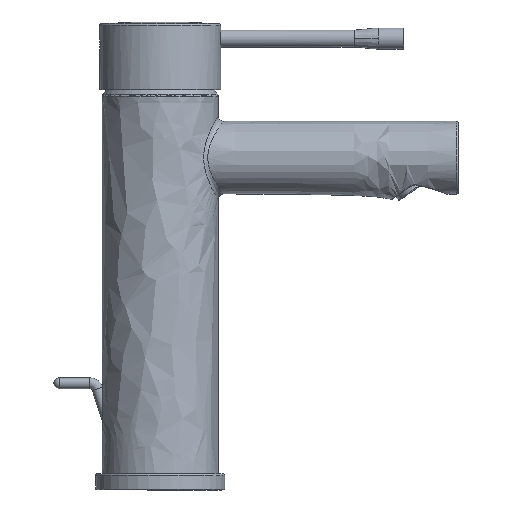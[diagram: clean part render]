
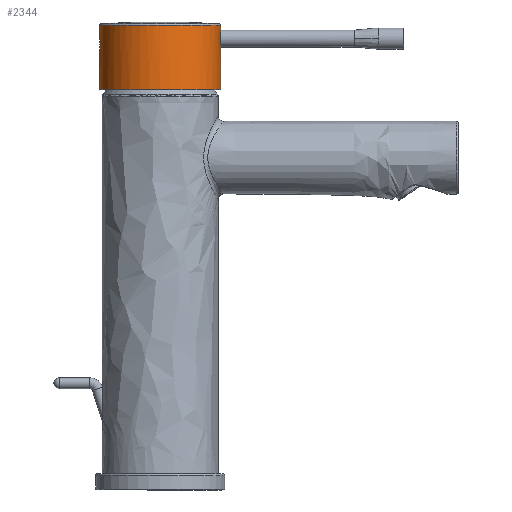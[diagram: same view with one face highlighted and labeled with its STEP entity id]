
A CAD part, front view. The second image highlights one B-rep face of the part: STEP entity #2344.
In plain terms, the highlighted cylindrical face has radius 22.5 mm (diameter 45 mm), a full revolution.
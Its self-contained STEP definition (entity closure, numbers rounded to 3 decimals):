
#18=(
BOUNDED_CURVE()
B_SPLINE_CURVE(3,(#6922,#6923,#6924,#6925,#6926,#6927,#6928),
 .UNSPECIFIED.,.F.,.F.)
B_SPLINE_CURVE_WITH_KNOTS((4,3,4),(0.,0.,
0.002),.PIECEWISE_BEZIER_KNOTS.)
CURVE()
GEOMETRIC_REPRESENTATION_ITEM()
RATIONAL_B_SPLINE_CURVE((1.,1.,1.,1.,0.999,0.999,
1.))
REPRESENTATION_ITEM('')
);
#19=(
BOUNDED_CURVE()
B_SPLINE_CURVE(3,(#6931,#6932,#6933,#6934,#6935,#6936,#6937,#6938,#6939,
#6940,#6941,#6942,#6943,#6944,#6945,#6946),.UNSPECIFIED.,.F.,.F.)
B_SPLINE_CURVE_WITH_KNOTS((4,3,3,3,3,4),(-0.068,-0.051,
-0.034,-0.026,-0.017,0.),
 .PIECEWISE_BEZIER_KNOTS.)
CURVE()
GEOMETRIC_REPRESENTATION_ITEM()
RATIONAL_B_SPLINE_CURVE((1.,0.953,0.953,1.,0.953,
0.953,1.,0.988,0.988,1.,0.988,
0.988,1.,0.953,0.953,1.))
REPRESENTATION_ITEM('')
);
#20=(
BOUNDED_CURVE()
B_SPLINE_CURVE(3,(#6948,#6949,#6950,#6951),.UNSPECIFIED.,.F.,.F.)
B_SPLINE_CURVE_WITH_KNOTS((4,4),(-0.07,-0.068),
 .PIECEWISE_BEZIER_KNOTS.)
CURVE()
GEOMETRIC_REPRESENTATION_ITEM()
RATIONAL_B_SPLINE_CURVE((0.982,0.987,0.993,
1.))
REPRESENTATION_ITEM('')
);
#21=(
BOUNDED_CURVE()
B_SPLINE_CURVE(3,(#6953,#6954,#6955,#6956,#6957,#6958,#6959,#6960,#6961,
#6962,#6963,#6964,#6965,#6966,#6967,#6968,#6969,#6970,#6971,#6972,#6973,
#6974),.UNSPECIFIED.,.F.,.F.)
B_SPLINE_CURVE_WITH_KNOTS((4,3,3,3,3,3,3,4),(-0.138,-0.121,
-0.103,-0.094,-0.09,-0.088,
-0.086,-0.07),.PIECEWISE_BEZIER_KNOTS.)
CURVE()
GEOMETRIC_REPRESENTATION_ITEM()
RATIONAL_B_SPLINE_CURVE((1.,0.949,0.949,1.,0.949,
0.949,1.,0.987,0.987,1.,0.997,
0.997,1.,0.999,0.999,1.,0.999,
0.999,1.,0.956,0.95,0.982))
REPRESENTATION_ITEM('')
);
#281=B_SPLINE_CURVE_WITH_KNOTS('',3,(#6764,#6765,#6766,#6767,#6768,#6769,
#6770,#6771,#6772,#6773,#6774),.UNSPECIFIED.,.T.,.F.,(1,1,1,1,1,1,1,1,1,
1,1,1,1,1,1),(-0.008,-0.006,-0.003,
0.,0.003,0.006,0.008,
0.011,0.014,0.017,0.02,
0.022,0.025,0.028,0.031),
 .UNSPECIFIED.);
#284=B_SPLINE_CURVE_WITH_KNOTS('',3,(#6975,#6976,#6977,#6978,#6979,#6980,
#6981,#6982,#6983,#6984,#6985),.UNSPECIFIED.,.T.,.F.,(1,1,1,1,1,1,1,1,1,
1,1,1,1,1,1),(-0.008,-0.005,-0.003,
0.,0.003,0.005,0.008,
0.01,0.013,0.015,0.018,
0.02,0.023,0.025,0.028),
 .UNSPECIFIED.);
#923=ORIENTED_EDGE('',*,*,#1339,.T.);
#924=ORIENTED_EDGE('',*,*,#1342,.F.);
#925=ORIENTED_EDGE('',*,*,#1343,.F.);
#926=ORIENTED_EDGE('',*,*,#1344,.F.);
#927=ORIENTED_EDGE('',*,*,#1345,.F.);
#928=ORIENTED_EDGE('',*,*,#1346,.F.);
#929=ORIENTED_EDGE('',*,*,#1347,.T.);
#1339=EDGE_CURVE('',#1625,#1625,#281,.T.);
#1342=EDGE_CURVE('',#1628,#1628,#1824,.T.);
#1343=EDGE_CURVE('',#1629,#1630,#18,.T.);
#1344=EDGE_CURVE('',#1631,#1629,#19,.T.);
#1345=EDGE_CURVE('',#1632,#1631,#20,.T.);
#1346=EDGE_CURVE('',#1630,#1632,#21,.T.);
#1347=EDGE_CURVE('',#1633,#1633,#284,.T.);
#1625=VERTEX_POINT('',#6775);
#1628=VERTEX_POINT('',#6921);
#1629=VERTEX_POINT('',#6929);
#1630=VERTEX_POINT('',#6930);
#1631=VERTEX_POINT('',#6947);
#1632=VERTEX_POINT('',#6952);
#1633=VERTEX_POINT('',#6986);
#1824=CIRCLE('',#3430,22.5);
#1986=EDGE_LOOP('',(#923));
#1987=EDGE_LOOP('',(#924));
#1988=EDGE_LOOP('',(#925,#926,#927,#928));
#1989=EDGE_LOOP('',(#929));
#2169=FACE_BOUND('',#1986,.T.);
#2170=FACE_BOUND('',#1987,.T.);
#2171=FACE_BOUND('',#1988,.T.);
#2172=FACE_BOUND('',#1989,.T.);
#2229=CYLINDRICAL_SURFACE('',#3429,22.5);
#2344=ADVANCED_FACE('',(#2169,#2170,#2171,#2172),#2229,.T.);
#3429=AXIS2_PLACEMENT_3D('',#6919,#3976,#3977);
#3430=AXIS2_PLACEMENT_3D('',#6920,#3978,#3979);
#3976=DIRECTION('',(0.,0.,-1.));
#3977=DIRECTION('',(-1.,0.,0.));
#3978=DIRECTION('',(0.,0.,-1.));
#3979=DIRECTION('',(-1.,0.,0.));
#6764=CARTESIAN_POINT('',(-22.358,2.808,162.358));
#6765=CARTESIAN_POINT('',(-22.571,-0.001,163.492));
#6766=CARTESIAN_POINT('',(-22.358,-2.805,162.359));
#6767=CARTESIAN_POINT('',(-22.137,-3.994,159.568));
#6768=CARTESIAN_POINT('',(-22.358,-2.806,156.768));
#6769=CARTESIAN_POINT('',(-22.571,-0.001,155.638));
#6770=CARTESIAN_POINT('',(-22.359,2.801,156.765));
#6771=CARTESIAN_POINT('',(-22.137,3.995,159.559));
#6772=CARTESIAN_POINT('',(-22.358,2.808,162.358));
#6773=CARTESIAN_POINT('',(-22.571,-0.001,163.492));
#6774=CARTESIAN_POINT('',(-22.358,-2.805,162.359));
#6775=CARTESIAN_POINT('',(-22.5,0.,163.114));
#6919=CARTESIAN_POINT('',(0.,0.,167.183));
#6920=CARTESIAN_POINT('',(0.,0.,142.942));
#6921=CARTESIAN_POINT('',(-22.5,0.,142.942));
#6922=CARTESIAN_POINT('',(0.,-22.5,166.684));
#6923=CARTESIAN_POINT('',(0.004,-22.5,166.684));
#6924=CARTESIAN_POINT('',(0.009,-22.5,166.684));
#6925=CARTESIAN_POINT('',(0.013,-22.5,166.684));
#6926=CARTESIAN_POINT('',(0.803,-22.5,166.684));
#6927=CARTESIAN_POINT('',(1.592,-22.458,166.684));
#6928=CARTESIAN_POINT('',(2.378,-22.374,166.684));
#6929=CARTESIAN_POINT('',(0.,-22.5,166.684));
#6930=CARTESIAN_POINT('',(2.378,-22.374,166.684));
#6931=CARTESIAN_POINT('',(-2.377,22.374,166.684));
#6932=CARTESIAN_POINT('',(-8.178,21.758,166.685));
#6933=CARTESIAN_POINT('',(-13.337,19.037,166.687));
#6934=CARTESIAN_POINT('',(-17.122,14.598,166.691));
#6935=CARTESIAN_POINT('',(-20.906,10.159,166.694));
#6936=CARTESIAN_POINT('',(-22.777,4.635,166.71));
#6937=CARTESIAN_POINT('',(-22.468,-1.19,166.708));
#6938=CARTESIAN_POINT('',(-22.317,-4.049,166.706));
#6939=CARTESIAN_POINT('',(-21.629,-6.829,166.699));
#6940=CARTESIAN_POINT('',(-20.429,-9.429,166.696));
#6941=CARTESIAN_POINT('',(-19.229,-12.028,166.692));
#6942=CARTESIAN_POINT('',(-17.561,-14.355,166.691));
#6943=CARTESIAN_POINT('',(-15.483,-16.325,166.689));
#6944=CARTESIAN_POINT('',(-11.251,-20.339,166.685));
#6945=CARTESIAN_POINT('',(-5.833,-22.5,166.684));
#6946=CARTESIAN_POINT('',(0.,-22.5,166.684));
#6947=CARTESIAN_POINT('',(-2.377,22.374,166.684));
#6948=CARTESIAN_POINT('',(-0.001,22.5,166.684));
#6949=CARTESIAN_POINT('',(-0.797,22.5,166.684));
#6950=CARTESIAN_POINT('',(-1.59,22.458,166.684));
#6951=CARTESIAN_POINT('',(-2.377,22.374,166.684));
#6952=CARTESIAN_POINT('',(-0.001,22.5,166.684));
#6953=CARTESIAN_POINT('',(2.378,-22.374,166.684));
#6954=CARTESIAN_POINT('',(8.391,-21.735,166.685));
#6955=CARTESIAN_POINT('',(13.702,-18.844,166.687));
#6956=CARTESIAN_POINT('',(17.502,-14.14,166.691));
#6957=CARTESIAN_POINT('',(21.302,-9.436,166.695));
#6958=CARTESIAN_POINT('',(23.013,-3.636,166.712));
#6959=CARTESIAN_POINT('',(22.374,2.377,166.707));
#6960=CARTESIAN_POINT('',(22.061,5.325,166.704));
#6961=CARTESIAN_POINT('',(21.179,8.155,166.697));
#6962=CARTESIAN_POINT('',(19.761,10.759,166.694));
#6963=CARTESIAN_POINT('',(19.056,12.054,166.693));
#6964=CARTESIAN_POINT('',(18.227,13.274,166.692));
#6965=CARTESIAN_POINT('',(17.283,14.407,166.691));
#6966=CARTESIAN_POINT('',(16.811,14.973,166.69));
#6967=CARTESIAN_POINT('',(16.312,15.515,166.69));
#6968=CARTESIAN_POINT('',(15.787,16.032,166.689));
#6969=CARTESIAN_POINT('',(15.262,16.549,166.689));
#6970=CARTESIAN_POINT('',(14.713,17.039,166.688));
#6971=CARTESIAN_POINT('',(14.14,17.502,166.688));
#6972=CARTESIAN_POINT('',(10.11,20.758,166.685));
#6973=CARTESIAN_POINT('',(5.213,22.5,166.684));
#6974=CARTESIAN_POINT('',(-0.001,22.5,166.684));
#6975=CARTESIAN_POINT('',(22.384,-2.53,164.284));
#6976=CARTESIAN_POINT('',(22.558,0.001,165.334));
#6977=CARTESIAN_POINT('',(22.384,2.527,164.285));
#6978=CARTESIAN_POINT('',(22.209,3.574,161.762));
#6979=CARTESIAN_POINT('',(22.384,2.528,159.232));
#6980=CARTESIAN_POINT('',(22.558,0.001,158.186));
#6981=CARTESIAN_POINT('',(22.385,-2.524,159.229));
#6982=CARTESIAN_POINT('',(22.209,-3.574,161.756));
#6983=CARTESIAN_POINT('',(22.384,-2.53,164.284));
#6984=CARTESIAN_POINT('',(22.558,0.001,165.334));
#6985=CARTESIAN_POINT('',(22.384,2.527,164.285));
#6986=CARTESIAN_POINT('',(22.5,0.,164.984));
